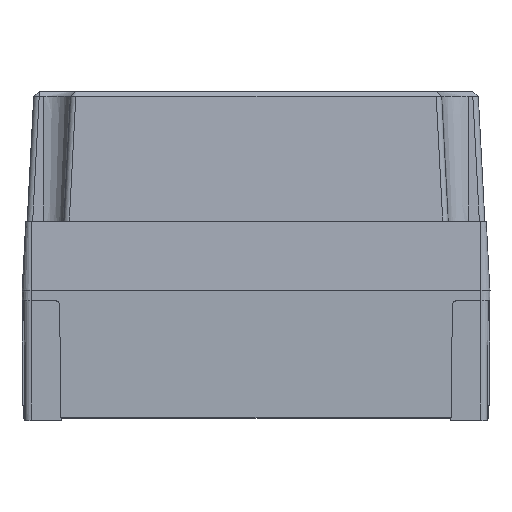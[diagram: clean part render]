
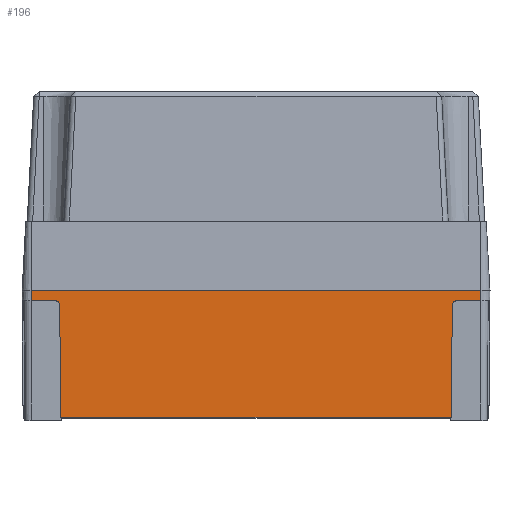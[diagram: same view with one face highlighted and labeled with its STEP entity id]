
A CAD part, top view. The second image highlights one B-rep face of the part: STEP entity #196.
In plain terms, the highlighted planar face has unit normal (0, -0.009, 1).
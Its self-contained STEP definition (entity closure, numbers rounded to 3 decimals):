
#21 = VERTEX_POINT ( 'NONE', #7266 ) ;
#192 = LINE ( 'NONE', #2838, #14843 ) ;
#196 = ADVANCED_FACE ( 'NONE', ( #3698 ), #979, .T. ) ;
#310 = VERTEX_POINT ( 'NONE', #14452 ) ;
#419 = EDGE_CURVE ( 'NONE', #15930, #9580, #192, .T. ) ;
#903 = VECTOR ( 'NONE', #6277, 1000. ) ;
#979 = PLANE ( 'NONE',  #5900 ) ;
#1719 = CARTESIAN_POINT ( 'NONE',  ( -75.586, 0.096, 90.051 ) ) ;
#1955 = CARTESIAN_POINT ( 'NONE',  ( -77.533, -4., 90.015 ) ) ;
#2037 = CARTESIAN_POINT ( 'NONE',  ( 75.573, -1.415, 90.038 ) ) ;
#2523 = CARTESIAN_POINT ( 'NONE',  ( 77.533, -4., 90.015 ) ) ;
#2698 = CARTESIAN_POINT ( 'NONE',  ( 86.55, 0., 90.05 ) ) ;
#2838 = CARTESIAN_POINT ( 'NONE',  ( -86.55, -4., 90.015 ) ) ;
#2882 =( BOUNDED_CURVE ( )  B_SPLINE_CURVE ( 3, ( #13211, #10332, #14145, #2523 ),
 .UNSPECIFIED., .F., .T. ) 
 B_SPLINE_CURVE_WITH_KNOTS ( ( 4, 4 ),
 ( 1.58, 3.142 ),
 .UNSPECIFIED. ) 
 CURVE ( )  GEOMETRIC_REPRESENTATION_ITEM ( )  RATIONAL_B_SPLINE_CURVE ( ( 1., 0.807, 0.807, 1. ) ) 
 REPRESENTATION_ITEM ( '' )  );
#3298 = EDGE_CURVE ( 'NONE', #10815, #9568, #13335, .T. ) ;
#3529 = ORIENTED_EDGE ( 'NONE', *, *, #15137, .F. ) ;
#3681 = VECTOR ( 'NONE', #4507, 1000. ) ;
#3698 = FACE_OUTER_BOUND ( 'NONE', #9900, .T. ) ;
#3730 = CARTESIAN_POINT ( 'NONE',  ( -75.533, -5.983, 89.998 ) ) ;
#3864 = EDGE_CURVE ( 'NONE', #10815, #10983, #16772, .T. ) ;
#4413 = CARTESIAN_POINT ( 'NONE',  ( 86.55, 0., 90.05 ) ) ;
#4507 = DIRECTION ( 'NONE',  ( -0.009, -1., -0.009 ) ) ;
#4743 = ORIENTED_EDGE ( 'NONE', *, *, #16590, .T. ) ;
#4911 =( BOUNDED_CURVE ( )  B_SPLINE_CURVE ( 3, ( #10090, #7799, #15261, #3730 ),
 .UNSPECIFIED., .F., .T. ) 
 B_SPLINE_CURVE_WITH_KNOTS ( ( 4, 4 ),
 ( 3.142, 4.704 ),
 .UNSPECIFIED. ) 
 CURVE ( )  GEOMETRIC_REPRESENTATION_ITEM ( )  RATIONAL_B_SPLINE_CURVE ( ( 1., 0.807, 0.807, 1. ) ) 
 REPRESENTATION_ITEM ( '' )  );
#5497 = ORIENTED_EDGE ( 'NONE', *, *, #16695, .T. ) ;
#5900 = AXIS2_PLACEMENT_3D ( 'NONE', #8873, #6177, #14037 ) ;
#6106 = ORIENTED_EDGE ( 'NONE', *, *, #6356, .T. ) ;
#6177 = DIRECTION ( 'NONE',  ( 0., -0.009, 1. ) ) ;
#6189 = DIRECTION ( 'NONE',  ( 1., 0., 0. ) ) ;
#6277 = DIRECTION ( 'NONE',  ( 1., 0., 0. ) ) ;
#6331 = EDGE_CURVE ( 'NONE', #310, #13618, #14066, .T. ) ;
#6356 = EDGE_CURVE ( 'NONE', #13618, #9568, #4911, .T. ) ;
#6520 = CARTESIAN_POINT ( 'NONE',  ( -86.55, -4., 90.015 ) ) ;
#6523 = CARTESIAN_POINT ( 'NONE',  ( 77.533, -4., 90.015 ) ) ;
#7114 = ORIENTED_EDGE ( 'NONE', *, *, #10751, .F. ) ;
#7249 = EDGE_CURVE ( 'NONE', #8564, #16460, #8863, .T. ) ;
#7266 = CARTESIAN_POINT ( 'NONE',  ( 75.533, -5.983, 89.998 ) ) ;
#7593 = CARTESIAN_POINT ( 'NONE',  ( -86.55, 0., 90.05 ) ) ;
#7799 = CARTESIAN_POINT ( 'NONE',  ( -76.369, -4., 90.015 ) ) ;
#7804 = CARTESIAN_POINT ( 'NONE',  ( -75.157, -49., 89.622 ) ) ;
#8051 = ORIENTED_EDGE ( 'NONE', *, *, #7249, .F. ) ;
#8373 = LINE ( 'NONE', #14121, #9272 ) ;
#8564 = VERTEX_POINT ( 'NONE', #7593 ) ;
#8863 = LINE ( 'NONE', #12829, #12859 ) ;
#8873 = CARTESIAN_POINT ( 'NONE',  ( -86.55, 0., 90.05 ) ) ;
#9272 = VECTOR ( 'NONE', #12764, 1000. ) ;
#9568 = VERTEX_POINT ( 'NONE', #12955 ) ;
#9580 = VERTEX_POINT ( 'NONE', #6523 ) ;
#9715 = ORIENTED_EDGE ( 'NONE', *, *, #419, .F. ) ;
#9900 = EDGE_LOOP ( 'NONE', ( #7114, #5497, #9715, #4743, #8051, #3529, #14655, #6106, #11066, #11942 ) ) ;
#10090 = CARTESIAN_POINT ( 'NONE',  ( -77.533, -4., 90.015 ) ) ;
#10332 = CARTESIAN_POINT ( 'NONE',  ( 75.543, -4.819, 90.008 ) ) ;
#10557 = DIRECTION ( 'NONE',  ( -1., 0., 0. ) ) ;
#10592 = CARTESIAN_POINT ( 'NONE',  ( 75.157, -49., 89.622 ) ) ;
#10751 = EDGE_CURVE ( 'NONE', #21, #10983, #13749, .T. ) ;
#10815 = VERTEX_POINT ( 'NONE', #7804 ) ;
#10983 = VERTEX_POINT ( 'NONE', #10592 ) ;
#11066 = ORIENTED_EDGE ( 'NONE', *, *, #3298, .F. ) ;
#11394 = DIRECTION ( 'NONE',  ( 1., 0., 0. ) ) ;
#11505 = CARTESIAN_POINT ( 'NONE',  ( -86.55, -49., 89.622 ) ) ;
#11942 = ORIENTED_EDGE ( 'NONE', *, *, #3864, .T. ) ;
#12078 = DIRECTION ( 'NONE',  ( -0.009, 1., 0.009 ) ) ;
#12481 = CARTESIAN_POINT ( 'NONE',  ( 86.55, -4., 90.015 ) ) ;
#12764 = DIRECTION ( 'NONE',  ( 0., 1., 0.009 ) ) ;
#12829 = CARTESIAN_POINT ( 'NONE',  ( -86.55, 0., 90.05 ) ) ;
#12859 = VECTOR ( 'NONE', #11394, 1000. ) ;
#12955 = CARTESIAN_POINT ( 'NONE',  ( -75.533, -5.983, 89.998 ) ) ;
#13122 = DIRECTION ( 'NONE',  ( 0., 1., 0.009 ) ) ;
#13211 = CARTESIAN_POINT ( 'NONE',  ( 75.533, -5.983, 89.998 ) ) ;
#13335 = LINE ( 'NONE', #1719, #16000 ) ;
#13353 = VECTOR ( 'NONE', #13122, 1000. ) ;
#13618 = VERTEX_POINT ( 'NONE', #1955 ) ;
#13749 = LINE ( 'NONE', #2037, #3681 ) ;
#14037 = DIRECTION ( 'NONE',  ( 0., -1., -0.009 ) ) ;
#14066 = LINE ( 'NONE', #6520, #903 ) ;
#14115 = VECTOR ( 'NONE', #6189, 1000. ) ;
#14121 = CARTESIAN_POINT ( 'NONE',  ( -86.55, 0., 90.05 ) ) ;
#14145 = CARTESIAN_POINT ( 'NONE',  ( 76.369, -4., 90.015 ) ) ;
#14452 = CARTESIAN_POINT ( 'NONE',  ( -86.55, -4., 90.015 ) ) ;
#14655 = ORIENTED_EDGE ( 'NONE', *, *, #6331, .T. ) ;
#14843 = VECTOR ( 'NONE', #10557, 1000. ) ;
#15137 = EDGE_CURVE ( 'NONE', #310, #8564, #8373, .T. ) ;
#15261 = CARTESIAN_POINT ( 'NONE',  ( -75.543, -4.819, 90.008 ) ) ;
#15758 = LINE ( 'NONE', #2698, #13353 ) ;
#15930 = VERTEX_POINT ( 'NONE', #12481 ) ;
#16000 = VECTOR ( 'NONE', #12078, 1000. ) ;
#16460 = VERTEX_POINT ( 'NONE', #4413 ) ;
#16590 = EDGE_CURVE ( 'NONE', #15930, #16460, #15758, .T. ) ;
#16695 = EDGE_CURVE ( 'NONE', #21, #9580, #2882, .T. ) ;
#16772 = LINE ( 'NONE', #11505, #14115 ) ;
